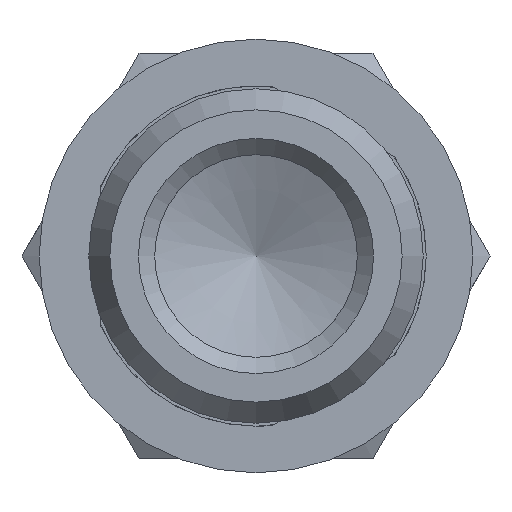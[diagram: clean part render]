
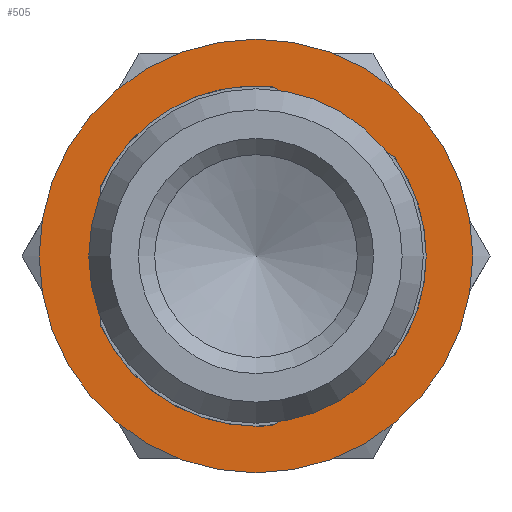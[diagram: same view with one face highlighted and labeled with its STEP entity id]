
A CAD part, front view. The second image highlights one B-rep face of the part: STEP entity #505.
In plain terms, the highlighted planar face has unit normal (0, -1, 0).
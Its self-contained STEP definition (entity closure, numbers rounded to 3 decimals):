
#72=CIRCLE('',#731,8.4);
#73=CIRCLE('',#732,8.4);
#74=CIRCLE('',#733,8.4);
#75=CIRCLE('',#734,10.7);
#111=ORIENTED_EDGE('',*,*,#228,.F.);
#112=ORIENTED_EDGE('',*,*,#225,.F.);
#113=ORIENTED_EDGE('',*,*,#229,.F.);
#114=ORIENTED_EDGE('',*,*,#220,.F.);
#115=ORIENTED_EDGE('',*,*,#230,.F.);
#116=ORIENTED_EDGE('',*,*,#216,.F.);
#117=ORIENTED_EDGE('',*,*,#231,.T.);
#216=EDGE_CURVE('',#275,#273,#323,.T.);
#220=EDGE_CURVE('',#279,#277,#327,.T.);
#225=EDGE_CURVE('',#283,#282,#331,.T.);
#228=EDGE_CURVE('',#282,#275,#72,.T.);
#229=EDGE_CURVE('',#277,#283,#73,.T.);
#230=EDGE_CURVE('',#273,#279,#74,.T.);
#231=EDGE_CURVE('',#286,#286,#75,.T.);
#273=VERTEX_POINT('',#938);
#275=VERTEX_POINT('',#942);
#277=VERTEX_POINT('',#947);
#279=VERTEX_POINT('',#951);
#282=VERTEX_POINT('',#960);
#283=VERTEX_POINT('',#962);
#286=VERTEX_POINT('',#974);
#323=LINE('',#943,#341);
#327=LINE('',#952,#345);
#331=LINE('',#963,#349);
#341=VECTOR('',#793,1000.);
#345=VECTOR('',#799,1000.);
#349=VECTOR('',#809,1000.);
#362=EDGE_LOOP('',(#111,#112,#113,#114,#115,#116));
#363=EDGE_LOOP('',(#117));
#424=FACE_BOUND('',#362,.T.);
#425=FACE_BOUND('',#363,.T.);
#486=PLANE('',#730);
#505=ADVANCED_FACE('',(#424,#425),#486,.T.);
#730=AXIS2_PLACEMENT_3D('',#969,#816,#817);
#731=AXIS2_PLACEMENT_3D('',#970,#818,#819);
#732=AXIS2_PLACEMENT_3D('',#971,#820,#821);
#733=AXIS2_PLACEMENT_3D('',#972,#822,#823);
#734=AXIS2_PLACEMENT_3D('',#973,#824,#825);
#793=DIRECTION('',(0.866,0.,0.5));
#799=DIRECTION('',(-0.866,0.,0.5));
#809=DIRECTION('',(0.,0.,-1.));
#816=DIRECTION('',(0.,-1.,0.));
#817=DIRECTION('',(0.,0.,-1.));
#818=DIRECTION('',(0.,-1.,0.));
#819=DIRECTION('',(0.,0.,-1.));
#820=DIRECTION('',(0.,-1.,0.));
#821=DIRECTION('',(0.,0.,-1.));
#822=DIRECTION('',(0.,-1.,0.));
#823=DIRECTION('',(0.,0.,-1.));
#824=DIRECTION('',(0.,-1.,0.));
#825=DIRECTION('',(0.,0.,-1.));
#938=CARTESIAN_POINT('',(6.83,6.4,-4.89));
#942=CARTESIAN_POINT('',(0.82,6.4,-8.36));
#943=CARTESIAN_POINT('',(6.83,6.4,-4.89));
#947=CARTESIAN_POINT('',(0.82,6.4,8.36));
#951=CARTESIAN_POINT('',(6.83,6.4,4.89));
#952=CARTESIAN_POINT('',(0.82,6.4,8.36));
#960=CARTESIAN_POINT('',(-7.65,6.4,-3.47));
#962=CARTESIAN_POINT('',(-7.65,6.4,3.47));
#963=CARTESIAN_POINT('',(-7.65,6.4,-3.47));
#969=CARTESIAN_POINT('',(8.4,6.4,0.));
#970=CARTESIAN_POINT('',(0.,6.4,0.));
#971=CARTESIAN_POINT('',(0.,6.4,0.));
#972=CARTESIAN_POINT('',(0.,6.4,0.));
#973=CARTESIAN_POINT('',(0.,6.4,0.));
#974=CARTESIAN_POINT('',(0.,6.4,-10.7));
